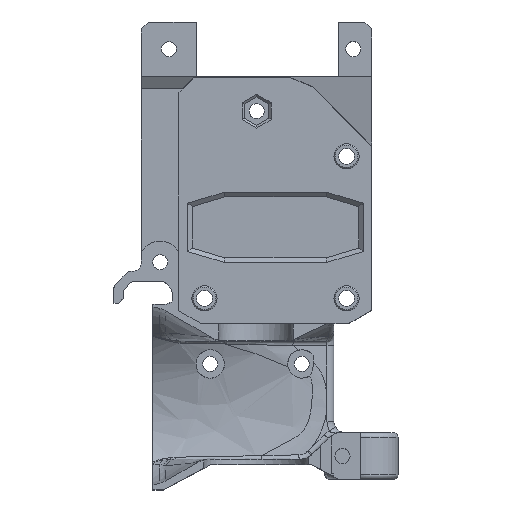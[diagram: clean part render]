
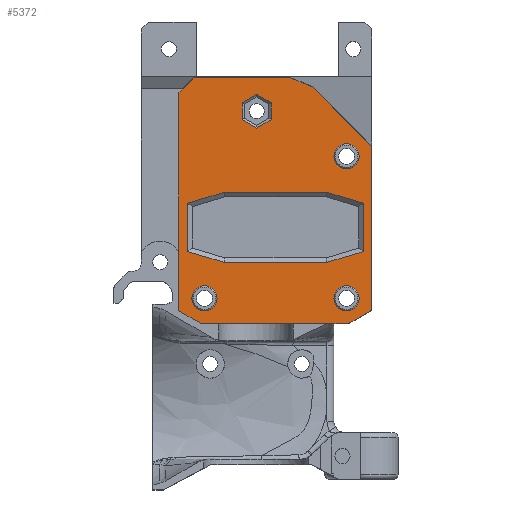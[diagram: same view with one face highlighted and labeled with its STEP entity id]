
A CAD part, top view. The second image highlights one B-rep face of the part: STEP entity #5372.
In plain terms, the highlighted planar face has unit normal (0, 0, 1).
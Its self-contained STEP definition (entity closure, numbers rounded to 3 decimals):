
#285=FACE_BOUND('',#825,.T.);
#286=FACE_BOUND('',#826,.T.);
#287=FACE_BOUND('',#827,.T.);
#288=FACE_BOUND('',#828,.T.);
#289=FACE_BOUND('',#829,.T.);
#327=CIRCLE('',#5693,2.75);
#328=CIRCLE('',#5694,2.75);
#329=CIRCLE('',#5695,2.75);
#520=FACE_OUTER_BOUND('',#824,.T.);
#824=EDGE_LOOP('',(#3614,#3615,#3616,#3617,#3618,#3619,#3620,#3621,#3622,
#3623,#3624,#3625));
#825=EDGE_LOOP('',(#3626,#3627,#3628,#3629,#3630,#3631));
#826=EDGE_LOOP('',(#3632));
#827=EDGE_LOOP('',(#3633));
#828=EDGE_LOOP('',(#3634,#3635,#3636,#3637,#3638,#3639,#3640,#3641));
#829=EDGE_LOOP('',(#3642));
#1176=LINE('',#7626,#1677);
#1195=LINE('',#7663,#1696);
#1199=LINE('',#7671,#1700);
#1214=LINE('',#7701,#1715);
#1215=LINE('',#7703,#1716);
#1216=LINE('',#7705,#1717);
#1217=LINE('',#7707,#1718);
#1218=LINE('',#7709,#1719);
#1219=LINE('',#7711,#1720);
#1220=LINE('',#7712,#1721);
#1221=LINE('',#7714,#1722);
#1222=LINE('',#7715,#1723);
#1223=LINE('',#7718,#1724);
#1224=LINE('',#7720,#1725);
#1225=LINE('',#7722,#1726);
#1226=LINE('',#7724,#1727);
#1227=LINE('',#7726,#1728);
#1228=LINE('',#7727,#1729);
#1229=LINE('',#7734,#1730);
#1230=LINE('',#7736,#1731);
#1231=LINE('',#7738,#1732);
#1232=LINE('',#7740,#1733);
#1233=LINE('',#7742,#1734);
#1234=LINE('',#7744,#1735);
#1235=LINE('',#7746,#1736);
#1236=LINE('',#7747,#1737);
#1677=VECTOR('',#6179,10.);
#1696=VECTOR('',#6210,10.);
#1700=VECTOR('',#6216,10.);
#1715=VECTOR('',#6239,10.);
#1716=VECTOR('',#6240,10.);
#1717=VECTOR('',#6241,10.);
#1718=VECTOR('',#6242,10.);
#1719=VECTOR('',#6243,10.);
#1720=VECTOR('',#6244,10.);
#1721=VECTOR('',#6245,10.);
#1722=VECTOR('',#6246,10.);
#1723=VECTOR('',#6247,10.);
#1724=VECTOR('',#6248,10.);
#1725=VECTOR('',#6249,10.);
#1726=VECTOR('',#6250,10.);
#1727=VECTOR('',#6251,10.);
#1728=VECTOR('',#6252,10.);
#1729=VECTOR('',#6253,10.);
#1730=VECTOR('',#6258,10.);
#1731=VECTOR('',#6259,10.);
#1732=VECTOR('',#6260,10.);
#1733=VECTOR('',#6261,10.);
#1734=VECTOR('',#6262,10.);
#1735=VECTOR('',#6263,10.);
#1736=VECTOR('',#6264,10.);
#1737=VECTOR('',#6265,10.);
#2177=VERTEX_POINT('',#7623);
#2178=VERTEX_POINT('',#7625);
#2190=VERTEX_POINT('',#7662);
#2192=VERTEX_POINT('',#7668);
#2193=VERTEX_POINT('',#7670);
#2204=VERTEX_POINT('',#7700);
#2205=VERTEX_POINT('',#7702);
#2206=VERTEX_POINT('',#7704);
#2207=VERTEX_POINT('',#7706);
#2208=VERTEX_POINT('',#7708);
#2209=VERTEX_POINT('',#7710);
#2210=VERTEX_POINT('',#7713);
#2211=VERTEX_POINT('',#7716);
#2212=VERTEX_POINT('',#7717);
#2213=VERTEX_POINT('',#7719);
#2214=VERTEX_POINT('',#7721);
#2215=VERTEX_POINT('',#7723);
#2216=VERTEX_POINT('',#7725);
#2217=VERTEX_POINT('',#7728);
#2218=VERTEX_POINT('',#7730);
#2219=VERTEX_POINT('',#7732);
#2220=VERTEX_POINT('',#7733);
#2221=VERTEX_POINT('',#7735);
#2222=VERTEX_POINT('',#7737);
#2223=VERTEX_POINT('',#7739);
#2224=VERTEX_POINT('',#7741);
#2225=VERTEX_POINT('',#7743);
#2226=VERTEX_POINT('',#7745);
#2227=VERTEX_POINT('',#7748);
#2723=EDGE_CURVE('',#2177,#2178,#1176,.T.);
#2742=EDGE_CURVE('',#2178,#2190,#1195,.T.);
#2746=EDGE_CURVE('',#2193,#2192,#1199,.T.);
#2761=EDGE_CURVE('',#2177,#2204,#1214,.T.);
#2762=EDGE_CURVE('',#2204,#2205,#1215,.T.);
#2763=EDGE_CURVE('',#2205,#2206,#1216,.T.);
#2764=EDGE_CURVE('',#2207,#2206,#1217,.T.);
#2765=EDGE_CURVE('',#2207,#2208,#1218,.T.);
#2766=EDGE_CURVE('',#2208,#2209,#1219,.T.);
#2767=EDGE_CURVE('',#2209,#2193,#1220,.T.);
#2768=EDGE_CURVE('',#2192,#2210,#1221,.T.);
#2769=EDGE_CURVE('',#2210,#2190,#1222,.T.);
#2770=EDGE_CURVE('',#2211,#2212,#1223,.T.);
#2771=EDGE_CURVE('',#2213,#2211,#1224,.T.);
#2772=EDGE_CURVE('',#2214,#2213,#1225,.T.);
#2773=EDGE_CURVE('',#2215,#2214,#1226,.T.);
#2774=EDGE_CURVE('',#2216,#2215,#1227,.T.);
#2775=EDGE_CURVE('',#2212,#2216,#1228,.T.);
#2776=EDGE_CURVE('',#2217,#2217,#327,.T.);
#2777=EDGE_CURVE('',#2218,#2218,#328,.T.);
#2778=EDGE_CURVE('',#2219,#2220,#1229,.T.);
#2779=EDGE_CURVE('',#2221,#2219,#1230,.T.);
#2780=EDGE_CURVE('',#2222,#2221,#1231,.T.);
#2781=EDGE_CURVE('',#2223,#2222,#1232,.T.);
#2782=EDGE_CURVE('',#2224,#2223,#1233,.T.);
#2783=EDGE_CURVE('',#2225,#2224,#1234,.T.);
#2784=EDGE_CURVE('',#2226,#2225,#1235,.T.);
#2785=EDGE_CURVE('',#2220,#2226,#1236,.T.);
#2786=EDGE_CURVE('',#2227,#2227,#329,.T.);
#3614=ORIENTED_EDGE('',*,*,#2742,.F.);
#3615=ORIENTED_EDGE('',*,*,#2723,.F.);
#3616=ORIENTED_EDGE('',*,*,#2761,.T.);
#3617=ORIENTED_EDGE('',*,*,#2762,.T.);
#3618=ORIENTED_EDGE('',*,*,#2763,.T.);
#3619=ORIENTED_EDGE('',*,*,#2764,.F.);
#3620=ORIENTED_EDGE('',*,*,#2765,.T.);
#3621=ORIENTED_EDGE('',*,*,#2766,.T.);
#3622=ORIENTED_EDGE('',*,*,#2767,.T.);
#3623=ORIENTED_EDGE('',*,*,#2746,.T.);
#3624=ORIENTED_EDGE('',*,*,#2768,.T.);
#3625=ORIENTED_EDGE('',*,*,#2769,.T.);
#3626=ORIENTED_EDGE('',*,*,#2770,.F.);
#3627=ORIENTED_EDGE('',*,*,#2771,.F.);
#3628=ORIENTED_EDGE('',*,*,#2772,.F.);
#3629=ORIENTED_EDGE('',*,*,#2773,.F.);
#3630=ORIENTED_EDGE('',*,*,#2774,.F.);
#3631=ORIENTED_EDGE('',*,*,#2775,.F.);
#3632=ORIENTED_EDGE('',*,*,#2776,.T.);
#3633=ORIENTED_EDGE('',*,*,#2777,.T.);
#3634=ORIENTED_EDGE('',*,*,#2778,.F.);
#3635=ORIENTED_EDGE('',*,*,#2779,.F.);
#3636=ORIENTED_EDGE('',*,*,#2780,.F.);
#3637=ORIENTED_EDGE('',*,*,#2781,.F.);
#3638=ORIENTED_EDGE('',*,*,#2782,.F.);
#3639=ORIENTED_EDGE('',*,*,#2783,.F.);
#3640=ORIENTED_EDGE('',*,*,#2784,.F.);
#3641=ORIENTED_EDGE('',*,*,#2785,.F.);
#3642=ORIENTED_EDGE('',*,*,#2786,.T.);
#5192=PLANE('',#5692);
#5372=ADVANCED_FACE('',(#520,#285,#286,#287,#288,#289),#5192,.F.);
#5692=AXIS2_PLACEMENT_3D('',#7699,#6237,#6238);
#5693=AXIS2_PLACEMENT_3D('',#7729,#6254,#6255);
#5694=AXIS2_PLACEMENT_3D('',#7731,#6256,#6257);
#5695=AXIS2_PLACEMENT_3D('',#7749,#6266,#6267);
#6179=DIRECTION('',(1.,0.,0.));
#6210=DIRECTION('',(1.,0.,0.));
#6216=DIRECTION('',(0.,1.,0.));
#6237=DIRECTION('center_axis',(0.,0.,-1.));
#6238=DIRECTION('ref_axis',(1.,0.,0.));
#6239=DIRECTION('',(-0.707,-0.707,0.));
#6240=DIRECTION('',(0.,-1.,0.));
#6241=DIRECTION('',(0.866,-0.5,0.));
#6242=DIRECTION('',(-1.,0.,0.));
#6243=DIRECTION('',(0.,1.,0.));
#6244=DIRECTION('',(1.,0.,0.));
#6245=DIRECTION('',(0.866,0.5,0.));
#6246=DIRECTION('',(-0.707,0.707,0.));
#6247=DIRECTION('',(-0.924,0.383,0.));
#6248=DIRECTION('',(0.,1.,0.));
#6249=DIRECTION('',(0.866,0.5,0.));
#6250=DIRECTION('',(0.866,-0.5,0.));
#6251=DIRECTION('',(0.,-1.,0.));
#6252=DIRECTION('',(-0.866,-0.5,0.));
#6253=DIRECTION('',(-0.866,0.5,0.));
#6254=DIRECTION('center_axis',(0.,0.,-1.));
#6255=DIRECTION('ref_axis',(-1.,0.,0.));
#6256=DIRECTION('center_axis',(0.,0.,-1.));
#6257=DIRECTION('ref_axis',(-1.,0.,0.));
#6258=DIRECTION('',(-0.958,0.288,0.));
#6259=DIRECTION('',(0.,1.,0.));
#6260=DIRECTION('',(0.958,0.288,0.));
#6261=DIRECTION('',(1.,0.,0.));
#6262=DIRECTION('',(0.958,-0.288,0.));
#6263=DIRECTION('',(0.,-1.,0.));
#6264=DIRECTION('',(-0.958,-0.288,0.));
#6265=DIRECTION('',(-1.,0.,0.));
#6266=DIRECTION('center_axis',(0.,0.,-1.));
#6267=DIRECTION('ref_axis',(-1.,0.,0.));
#7623=CARTESIAN_POINT('',(-13.65,5.4,-10.55));
#7625=CARTESIAN_POINT('',(6.25,5.4,-10.55));
#7626=CARTESIAN_POINT('',(-4.675,5.4,-10.55));
#7662=CARTESIAN_POINT('',(7.608,5.4,-10.55));
#7663=CARTESIAN_POINT('',(5.225,5.4,-10.55));
#7668=CARTESIAN_POINT('',(25.25,-9.488,-10.55));
#7670=CARTESIAN_POINT('',(25.25,-45.313,-10.55));
#7671=CARTESIAN_POINT('',(25.25,-9.7,-10.55));
#7699=CARTESIAN_POINT('Origin',(4.2,-21.225,-10.55));
#7700=CARTESIAN_POINT('',(-16.85,2.2,-10.55));
#7701=CARTESIAN_POINT('',(-16.75,2.3,-10.55));
#7702=CARTESIAN_POINT('',(-16.85,-45.429,-10.55));
#7703=CARTESIAN_POINT('',(-16.85,-47.122,-10.55));
#7704=CARTESIAN_POINT('',(-11.963,-48.25,-10.55));
#7705=CARTESIAN_POINT('',(-14.197,-46.961,-10.55));
#7706=CARTESIAN_POINT('',(17.,-48.25,-10.55));
#7707=CARTESIAN_POINT('',(2.1,-48.25,-10.55));
#7708=CARTESIAN_POINT('',(17.,-48.2,-10.55));
#7709=CARTESIAN_POINT('',(17.,-48.25,-10.55));
#7710=CARTESIAN_POINT('',(20.25,-48.2,-10.55));
#7711=CARTESIAN_POINT('',(20.25,-48.2,-10.55));
#7712=CARTESIAN_POINT('',(20.25,-48.2,-10.55));
#7713=CARTESIAN_POINT('',(12.31,3.452,-10.55));
#7714=CARTESIAN_POINT('',(25.4,-9.638,-10.55));
#7715=CARTESIAN_POINT('',(12.31,3.452,-10.55));
#7716=CARTESIAN_POINT('',(3.31,-3.683,-10.55));
#7717=CARTESIAN_POINT('',(3.31,-0.005,-10.55));
#7718=CARTESIAN_POINT('',(3.31,-10.759,-10.55));
#7719=CARTESIAN_POINT('',(0.125,-5.521,-10.55));
#7720=CARTESIAN_POINT('',(-0.279,-5.755,-10.55));
#7721=CARTESIAN_POINT('',(-3.06,-3.683,-10.55));
#7722=CARTESIAN_POINT('',(4.928,-8.294,-10.55));
#7723=CARTESIAN_POINT('',(-3.06,-0.005,-10.55));
#7724=CARTESIAN_POINT('',(-3.06,-12.309,-10.55));
#7725=CARTESIAN_POINT('',(0.125,1.833,-10.55));
#7726=CARTESIAN_POINT('',(-4.807,-1.014,-10.55));
#7727=CARTESIAN_POINT('',(6.77,-2.003,-10.55));
#7728=CARTESIAN_POINT('',(-8.5,-42.7,-10.55));
#7729=CARTESIAN_POINT('Origin',(-11.25,-42.7,-10.55));
#7730=CARTESIAN_POINT('',(22.5,-42.7,-10.55));
#7731=CARTESIAN_POINT('Origin',(19.75,-42.7,-10.55));
#7732=CARTESIAN_POINT('',(23.4,-21.934,-10.55));
#7733=CARTESIAN_POINT('',(15.463,-19.55,-10.55));
#7734=CARTESIAN_POINT('',(10.599,-18.089,-10.55));
#7735=CARTESIAN_POINT('',(23.4,-32.466,-10.55));
#7736=CARTESIAN_POINT('',(23.4,-21.952,-10.55));
#7737=CARTESIAN_POINT('',(15.463,-34.85,-10.55));
#7738=CARTESIAN_POINT('',(15.787,-34.753,-10.55));
#7739=CARTESIAN_POINT('',(-6.963,-34.85,-10.55));
#7740=CARTESIAN_POINT('',(9.758,-34.85,-10.55));
#7741=CARTESIAN_POINT('',(-14.9,-32.466,-10.55));
#7742=CARTESIAN_POINT('',(-3.791,-35.803,-10.55));
#7743=CARTESIAN_POINT('',(-14.9,-21.934,-10.55));
#7744=CARTESIAN_POINT('',(-14.9,-26.473,-10.55));
#7745=CARTESIAN_POINT('',(-6.963,-19.55,-10.55));
#7746=CARTESIAN_POINT('',(-5.687,-19.166,-10.55));
#7747=CARTESIAN_POINT('',(-1.308,-19.55,-10.55));
#7748=CARTESIAN_POINT('',(22.5,-11.7,-10.55));
#7749=CARTESIAN_POINT('Origin',(19.75,-11.7,-10.55));
